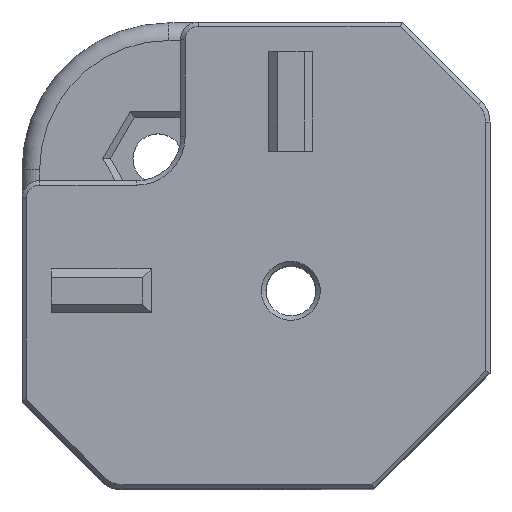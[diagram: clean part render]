
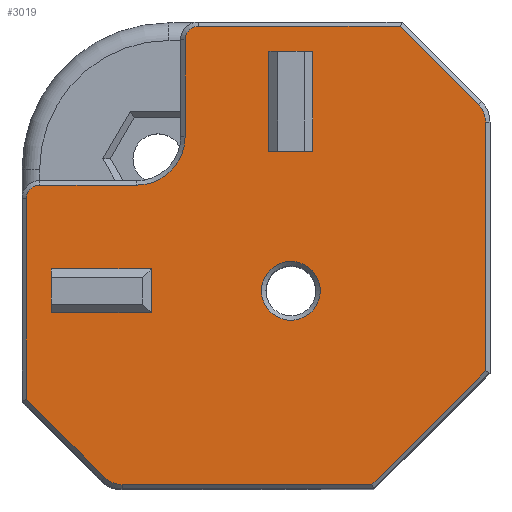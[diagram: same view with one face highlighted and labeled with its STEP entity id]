
A CAD part, top view. The second image highlights one B-rep face of the part: STEP entity #3019.
In plain terms, the highlighted planar face has unit normal (0, 0, 1).
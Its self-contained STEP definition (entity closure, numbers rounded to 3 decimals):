
#232=FACE_BOUND('',#434,.T.);
#238=FACE_OUTER_BOUND('',#433,.T.);
#433=EDGE_LOOP('',(#1999,#2000,#2001,#2002,#2003,#2004,#2005,#2006,#2007,
#2008,#2009,#2010,#2011,#2012));
#434=EDGE_LOOP('',(#2013));
#634=LINE('',#4453,#874);
#635=LINE('',#4455,#875);
#636=LINE('',#4457,#876);
#637=LINE('',#4461,#877);
#638=LINE('',#4463,#878);
#639=LINE('',#4467,#879);
#640=LINE('',#4471,#880);
#641=LINE('',#4475,#881);
#642=LINE('',#4476,#882);
#874=VECTOR('',#3561,17.009);
#875=VECTOR('',#3562,10.934);
#876=VECTOR('',#3563,16.935);
#877=VECTOR('',#3566,7.511);
#878=VECTOR('',#3567,13.741);
#879=VECTOR('',#3570,6.6);
#880=VECTOR('',#3573,6.6);
#881=VECTOR('',#3576,13.676);
#882=VECTOR('',#3577,7.505);
#1114=CIRCLE('',#3231,1.7);
#1115=CIRCLE('',#3232,1.7);
#1116=CIRCLE('',#3233,0.9);
#1117=CIRCLE('',#3234,3.3);
#1118=CIRCLE('',#3235,0.9);
#1119=CIRCLE('',#3236,2.);
#1246=VERTEX_POINT('',#4449);
#1247=VERTEX_POINT('',#4450);
#1248=VERTEX_POINT('',#4452);
#1249=VERTEX_POINT('',#4454);
#1250=VERTEX_POINT('',#4456);
#1251=VERTEX_POINT('',#4458);
#1252=VERTEX_POINT('',#4460);
#1253=VERTEX_POINT('',#4462);
#1254=VERTEX_POINT('',#4464);
#1255=VERTEX_POINT('',#4466);
#1256=VERTEX_POINT('',#4468);
#1257=VERTEX_POINT('',#4470);
#1258=VERTEX_POINT('',#4472);
#1259=VERTEX_POINT('',#4474);
#1260=VERTEX_POINT('',#4477);
#1529=EDGE_CURVE('',#1246,#1247,#1114,.T.);
#1530=EDGE_CURVE('',#1248,#1246,#634,.T.);
#1531=EDGE_CURVE('',#1249,#1248,#635,.T.);
#1532=EDGE_CURVE('',#1250,#1249,#636,.T.);
#1533=EDGE_CURVE('',#1251,#1250,#1115,.T.);
#1534=EDGE_CURVE('',#1252,#1251,#637,.T.);
#1535=EDGE_CURVE('',#1253,#1252,#638,.T.);
#1536=EDGE_CURVE('',#1254,#1253,#1116,.T.);
#1537=EDGE_CURVE('',#1255,#1254,#639,.T.);
#1538=EDGE_CURVE('',#1256,#1255,#1117,.T.);
#1539=EDGE_CURVE('',#1257,#1256,#640,.T.);
#1540=EDGE_CURVE('',#1258,#1257,#1118,.T.);
#1541=EDGE_CURVE('',#1259,#1258,#641,.T.);
#1542=EDGE_CURVE('',#1247,#1259,#642,.T.);
#1543=EDGE_CURVE('',#1260,#1260,#1119,.T.);
#1999=ORIENTED_EDGE('',*,*,#1529,.F.);
#2000=ORIENTED_EDGE('',*,*,#1530,.F.);
#2001=ORIENTED_EDGE('',*,*,#1531,.F.);
#2002=ORIENTED_EDGE('',*,*,#1532,.F.);
#2003=ORIENTED_EDGE('',*,*,#1533,.F.);
#2004=ORIENTED_EDGE('',*,*,#1534,.F.);
#2005=ORIENTED_EDGE('',*,*,#1535,.F.);
#2006=ORIENTED_EDGE('',*,*,#1536,.F.);
#2007=ORIENTED_EDGE('',*,*,#1537,.F.);
#2008=ORIENTED_EDGE('',*,*,#1538,.F.);
#2009=ORIENTED_EDGE('',*,*,#1539,.F.);
#2010=ORIENTED_EDGE('',*,*,#1540,.F.);
#2011=ORIENTED_EDGE('',*,*,#1541,.F.);
#2012=ORIENTED_EDGE('',*,*,#1542,.F.);
#2013=ORIENTED_EDGE('',*,*,#1543,.F.);
#2939=PLANE('',#3230);
#3019=ADVANCED_FACE('',(#238,#232),#2939,.T.);
#3230=AXIS2_PLACEMENT_3D('',#4448,#3557,#3558);
#3231=AXIS2_PLACEMENT_3D('',#4451,#3559,#3560);
#3232=AXIS2_PLACEMENT_3D('',#4459,#3564,#3565);
#3233=AXIS2_PLACEMENT_3D('',#4465,#3568,#3569);
#3234=AXIS2_PLACEMENT_3D('',#4469,#3571,#3572);
#3235=AXIS2_PLACEMENT_3D('',#4473,#3574,#3575);
#3236=AXIS2_PLACEMENT_3D('',#4478,#3578,#3579);
#3557=DIRECTION('center_axis',(0.,0.,1.));
#3558=DIRECTION('ref_axis',(1.,0.,0.));
#3559=DIRECTION('center_axis',(0.,0.,-1.));
#3560=DIRECTION('ref_axis',(-1.,0.,0.));
#3561=DIRECTION('',(-1.,0.,0.));
#3562=DIRECTION('',(-0.707,-0.707,0.));
#3563=DIRECTION('',(0.,-1.,0.));
#3564=DIRECTION('center_axis',(0.,0.,-1.));
#3565=DIRECTION('ref_axis',(-1.,0.,0.));
#3566=DIRECTION('',(0.707,-0.707,0.));
#3567=DIRECTION('',(1.,0.,0.));
#3568=DIRECTION('center_axis',(0.,0.,-1.));
#3569=DIRECTION('ref_axis',(-1.,0.,0.));
#3570=DIRECTION('',(0.,1.,0.));
#3571=DIRECTION('center_axis',(0.,0.,1.));
#3572=DIRECTION('ref_axis',(-1.,0.,0.));
#3573=DIRECTION('',(1.,0.,0.));
#3574=DIRECTION('center_axis',(0.,0.,-1.));
#3575=DIRECTION('ref_axis',(-1.,0.,0.));
#3576=DIRECTION('',(0.,1.,0.));
#3577=DIRECTION('',(-0.707,0.707,0.));
#3578=DIRECTION('center_axis',(0.,0.,1.));
#3579=DIRECTION('ref_axis',(-1.,0.,0.));
#4448=CARTESIAN_POINT('Origin',(117.5,-133.619,-151.566));
#4449=CARTESIAN_POINT('',(96.009,-134.7,-151.566));
#4450=CARTESIAN_POINT('',(94.807,-134.202,-151.566));
#4451=CARTESIAN_POINT('Origin',(96.009,-133.,-151.566));
#4452=CARTESIAN_POINT('',(113.018,-134.7,-151.566));
#4453=CARTESIAN_POINT('',(113.018,-134.7,-151.566));
#4454=CARTESIAN_POINT('',(120.75,-126.968,-151.566));
#4455=CARTESIAN_POINT('',(120.75,-126.968,-151.566));
#4456=CARTESIAN_POINT('',(120.75,-110.033,-151.566));
#4457=CARTESIAN_POINT('',(120.75,-110.033,-151.566));
#4458=CARTESIAN_POINT('',(120.252,-108.831,-151.566));
#4459=CARTESIAN_POINT('Origin',(119.05,-110.033,-151.566));
#4460=CARTESIAN_POINT('',(114.941,-103.519,-151.566));
#4461=CARTESIAN_POINT('',(114.941,-103.519,-151.566));
#4462=CARTESIAN_POINT('',(101.2,-103.519,-151.566));
#4463=CARTESIAN_POINT('',(101.2,-103.519,-151.566));
#4464=CARTESIAN_POINT('',(100.3,-104.419,-151.566));
#4465=CARTESIAN_POINT('Origin',(101.2,-104.419,-151.566));
#4466=CARTESIAN_POINT('',(100.3,-111.019,-151.566));
#4467=CARTESIAN_POINT('',(100.3,-111.019,-151.566));
#4468=CARTESIAN_POINT('',(97.,-114.319,-151.566));
#4469=CARTESIAN_POINT('Origin',(97.,-111.019,-151.566));
#4470=CARTESIAN_POINT('',(90.4,-114.319,-151.566));
#4471=CARTESIAN_POINT('',(90.4,-114.319,-151.566));
#4472=CARTESIAN_POINT('',(89.5,-115.219,-151.566));
#4473=CARTESIAN_POINT('Origin',(90.4,-115.219,-151.566));
#4474=CARTESIAN_POINT('',(89.5,-128.895,-151.566));
#4475=CARTESIAN_POINT('',(89.5,-128.895,-151.566));
#4476=CARTESIAN_POINT('',(94.807,-134.202,-151.566));
#4477=CARTESIAN_POINT('',(109.5,-121.519,-151.566));
#4478=CARTESIAN_POINT('Origin',(107.5,-121.519,-151.566));
